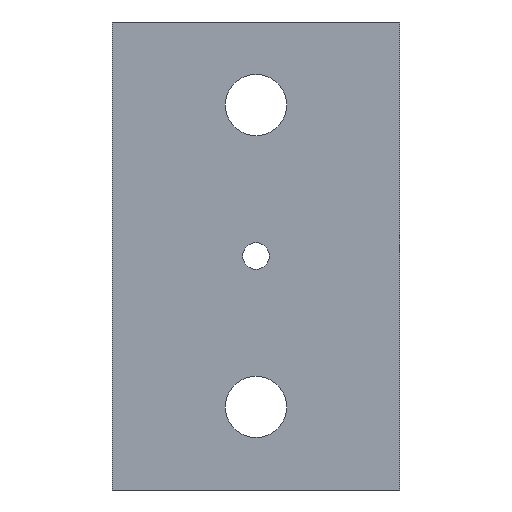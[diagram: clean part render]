
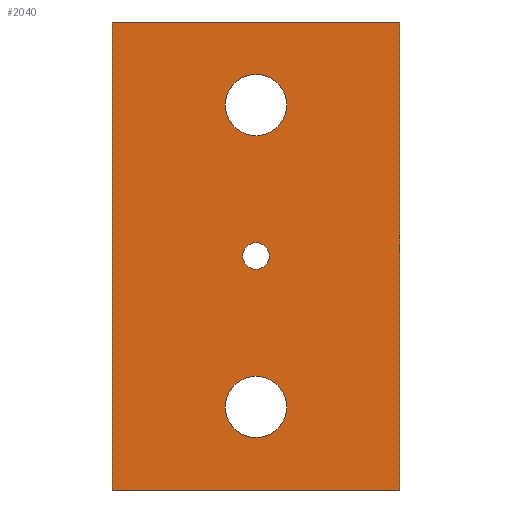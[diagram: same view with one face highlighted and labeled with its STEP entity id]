
A CAD part, front view. The second image highlights one B-rep face of the part: STEP entity #2040.
In plain terms, the highlighted planar face has unit normal (0, -1, 0).
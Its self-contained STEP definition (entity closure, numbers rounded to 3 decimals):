
#127 = PLANE('',#128);
#128 = AXIS2_PLACEMENT_3D('',#129,#130,#131);
#129 = CARTESIAN_POINT('',(0.,4.074,31.));
#130 = DIRECTION('',(0.,0.,1.));
#131 = DIRECTION('',(0.,1.,0.));
#311 = PLANE('',#312);
#312 = AXIS2_PLACEMENT_3D('',#313,#314,#315);
#313 = CARTESIAN_POINT('',(0.,4.074,-31.));
#314 = DIRECTION('',(0.,0.,1.));
#315 = DIRECTION('',(0.,1.,0.));
#622 = VERTEX_POINT('',#623);
#623 = CARTESIAN_POINT('',(-19.05,0.,31.));
#637 = PLANE('',#638);
#638 = AXIS2_PLACEMENT_3D('',#639,#640,#641);
#639 = CARTESIAN_POINT('',(-19.05,0.,31.));
#640 = DIRECTION('',(1.,0.,0.));
#641 = DIRECTION('',(0.,1.,0.));
#649 = EDGE_CURVE('',#622,#650,#652,.T.);
#650 = VERTEX_POINT('',#651);
#651 = CARTESIAN_POINT('',(19.05,0.,31.));
#652 = SURFACE_CURVE('',#653,(#657,#664),.PCURVE_S1.);
#653 = LINE('',#654,#655);
#654 = CARTESIAN_POINT('',(-19.05,0.,31.));
#655 = VECTOR('',#656,1.);
#656 = DIRECTION('',(1.,0.,0.));
#657 = PCURVE('',#127,#658);
#658 = DEFINITIONAL_REPRESENTATION('',(#659),#663);
#659 = LINE('',#660,#661);
#660 = CARTESIAN_POINT('',(-4.074,19.05));
#661 = VECTOR('',#662,1.);
#662 = DIRECTION('',(0.,-1.));
#663 = ( GEOMETRIC_REPRESENTATION_CONTEXT(2) 
PARAMETRIC_REPRESENTATION_CONTEXT() REPRESENTATION_CONTEXT('2D SPACE',''
  ) );
#664 = PCURVE('',#665,#670);
#665 = PLANE('',#666);
#666 = AXIS2_PLACEMENT_3D('',#667,#668,#669);
#667 = CARTESIAN_POINT('',(-19.05,0.,31.));
#668 = DIRECTION('',(0.,-1.,0.));
#669 = DIRECTION('',(1.,0.,0.));
#670 = DEFINITIONAL_REPRESENTATION('',(#671),#675);
#671 = LINE('',#672,#673);
#672 = CARTESIAN_POINT('',(0.,0.));
#673 = VECTOR('',#674,1.);
#674 = DIRECTION('',(1.,0.));
#675 = ( GEOMETRIC_REPRESENTATION_CONTEXT(2) 
PARAMETRIC_REPRESENTATION_CONTEXT() REPRESENTATION_CONTEXT('2D SPACE',''
  ) );
#693 = PLANE('',#694);
#694 = AXIS2_PLACEMENT_3D('',#695,#696,#697);
#695 = CARTESIAN_POINT('',(19.05,0.,31.));
#696 = DIRECTION('',(1.,0.,0.));
#697 = DIRECTION('',(0.,1.,0.));
#1638 = VERTEX_POINT('',#1639);
#1639 = CARTESIAN_POINT('',(-19.05,0.,-31.));
#1660 = EDGE_CURVE('',#1638,#1661,#1663,.T.);
#1661 = VERTEX_POINT('',#1662);
#1662 = CARTESIAN_POINT('',(19.05,0.,-31.));
#1663 = SURFACE_CURVE('',#1664,(#1668,#1675),.PCURVE_S1.);
#1664 = LINE('',#1665,#1666);
#1665 = CARTESIAN_POINT('',(-19.05,0.,-31.));
#1666 = VECTOR('',#1667,1.);
#1667 = DIRECTION('',(1.,0.,0.));
#1668 = PCURVE('',#311,#1669);
#1669 = DEFINITIONAL_REPRESENTATION('',(#1670),#1674);
#1670 = LINE('',#1671,#1672);
#1671 = CARTESIAN_POINT('',(-4.074,19.05));
#1672 = VECTOR('',#1673,1.);
#1673 = DIRECTION('',(0.,-1.));
#1674 = ( GEOMETRIC_REPRESENTATION_CONTEXT(2) 
PARAMETRIC_REPRESENTATION_CONTEXT() REPRESENTATION_CONTEXT('2D SPACE',''
  ) );
#1675 = PCURVE('',#665,#1676);
#1676 = DEFINITIONAL_REPRESENTATION('',(#1677),#1681);
#1677 = LINE('',#1678,#1679);
#1678 = CARTESIAN_POINT('',(0.,-62.));
#1679 = VECTOR('',#1680,1.);
#1680 = DIRECTION('',(1.,0.));
#1681 = ( GEOMETRIC_REPRESENTATION_CONTEXT(2) 
PARAMETRIC_REPRESENTATION_CONTEXT() REPRESENTATION_CONTEXT('2D SPACE',''
  ) );
#1995 = EDGE_CURVE('',#622,#1638,#1996,.T.);
#1996 = SURFACE_CURVE('',#1997,(#2001,#2008),.PCURVE_S1.);
#1997 = LINE('',#1998,#1999);
#1998 = CARTESIAN_POINT('',(-19.05,0.,31.));
#1999 = VECTOR('',#2000,1.);
#2000 = DIRECTION('',(-0.,-0.,-1.));
#2001 = PCURVE('',#637,#2002);
#2002 = DEFINITIONAL_REPRESENTATION('',(#2003),#2007);
#2003 = LINE('',#2004,#2005);
#2004 = CARTESIAN_POINT('',(0.,0.));
#2005 = VECTOR('',#2006,1.);
#2006 = DIRECTION('',(0.,-1.));
#2007 = ( GEOMETRIC_REPRESENTATION_CONTEXT(2) 
PARAMETRIC_REPRESENTATION_CONTEXT() REPRESENTATION_CONTEXT('2D SPACE',''
  ) );
#2008 = PCURVE('',#665,#2009);
#2009 = DEFINITIONAL_REPRESENTATION('',(#2010),#2014);
#2010 = LINE('',#2011,#2012);
#2011 = CARTESIAN_POINT('',(0.,0.));
#2012 = VECTOR('',#2013,1.);
#2013 = DIRECTION('',(0.,-1.));
#2014 = ( GEOMETRIC_REPRESENTATION_CONTEXT(2) 
PARAMETRIC_REPRESENTATION_CONTEXT() REPRESENTATION_CONTEXT('2D SPACE',''
  ) );
#2040 = ADVANCED_FACE('',(#2041,#2067,#2098,#2129),#665,.T.);
#2041 = FACE_BOUND('',#2042,.T.);
#2042 = EDGE_LOOP('',(#2043,#2044,#2045,#2066));
#2043 = ORIENTED_EDGE('',*,*,#1995,.T.);
#2044 = ORIENTED_EDGE('',*,*,#1660,.T.);
#2045 = ORIENTED_EDGE('',*,*,#2046,.F.);
#2046 = EDGE_CURVE('',#650,#1661,#2047,.T.);
#2047 = SURFACE_CURVE('',#2048,(#2052,#2059),.PCURVE_S1.);
#2048 = LINE('',#2049,#2050);
#2049 = CARTESIAN_POINT('',(19.05,0.,31.));
#2050 = VECTOR('',#2051,1.);
#2051 = DIRECTION('',(-0.,-0.,-1.));
#2052 = PCURVE('',#665,#2053);
#2053 = DEFINITIONAL_REPRESENTATION('',(#2054),#2058);
#2054 = LINE('',#2055,#2056);
#2055 = CARTESIAN_POINT('',(38.1,0.));
#2056 = VECTOR('',#2057,1.);
#2057 = DIRECTION('',(0.,-1.));
#2058 = ( GEOMETRIC_REPRESENTATION_CONTEXT(2) 
PARAMETRIC_REPRESENTATION_CONTEXT() REPRESENTATION_CONTEXT('2D SPACE',''
  ) );
#2059 = PCURVE('',#693,#2060);
#2060 = DEFINITIONAL_REPRESENTATION('',(#2061),#2065);
#2061 = LINE('',#2062,#2063);
#2062 = CARTESIAN_POINT('',(0.,0.));
#2063 = VECTOR('',#2064,1.);
#2064 = DIRECTION('',(0.,-1.));
#2065 = ( GEOMETRIC_REPRESENTATION_CONTEXT(2) 
PARAMETRIC_REPRESENTATION_CONTEXT() REPRESENTATION_CONTEXT('2D SPACE',''
  ) );
#2066 = ORIENTED_EDGE('',*,*,#649,.F.);
#2067 = FACE_BOUND('',#2068,.T.);
#2068 = EDGE_LOOP('',(#2069));
#2069 = ORIENTED_EDGE('',*,*,#2070,.F.);
#2070 = EDGE_CURVE('',#2071,#2071,#2073,.T.);
#2071 = VERTEX_POINT('',#2072);
#2072 = CARTESIAN_POINT('',(1.75,0.,0.));
#2073 = SURFACE_CURVE('',#2074,(#2079,#2086),.PCURVE_S1.);
#2074 = CIRCLE('',#2075,1.75);
#2075 = AXIS2_PLACEMENT_3D('',#2076,#2077,#2078);
#2076 = CARTESIAN_POINT('',(0.,0.,0.));
#2077 = DIRECTION('',(0.,-1.,0.));
#2078 = DIRECTION('',(1.,0.,0.));
#2079 = PCURVE('',#665,#2080);
#2080 = DEFINITIONAL_REPRESENTATION('',(#2081),#2085);
#2081 = CIRCLE('',#2082,1.75);
#2082 = AXIS2_PLACEMENT_2D('',#2083,#2084);
#2083 = CARTESIAN_POINT('',(19.05,-31.));
#2084 = DIRECTION('',(1.,0.));
#2085 = ( GEOMETRIC_REPRESENTATION_CONTEXT(2) 
PARAMETRIC_REPRESENTATION_CONTEXT() REPRESENTATION_CONTEXT('2D SPACE',''
  ) );
#2086 = PCURVE('',#2087,#2092);
#2087 = CYLINDRICAL_SURFACE('',#2088,1.75);
#2088 = AXIS2_PLACEMENT_3D('',#2089,#2090,#2091);
#2089 = CARTESIAN_POINT('',(0.,0.,0.));
#2090 = DIRECTION('',(0.,-1.,0.));
#2091 = DIRECTION('',(1.,0.,0.));
#2092 = DEFINITIONAL_REPRESENTATION('',(#2093),#2097);
#2093 = LINE('',#2094,#2095);
#2094 = CARTESIAN_POINT('',(0.,0.));
#2095 = VECTOR('',#2096,1.);
#2096 = DIRECTION('',(1.,0.));
#2097 = ( GEOMETRIC_REPRESENTATION_CONTEXT(2) 
PARAMETRIC_REPRESENTATION_CONTEXT() REPRESENTATION_CONTEXT('2D SPACE',''
  ) );
#2098 = FACE_BOUND('',#2099,.T.);
#2099 = EDGE_LOOP('',(#2100));
#2100 = ORIENTED_EDGE('',*,*,#2101,.F.);
#2101 = EDGE_CURVE('',#2102,#2102,#2104,.T.);
#2102 = VERTEX_POINT('',#2103);
#2103 = CARTESIAN_POINT('',(4.05,0.,-20.));
#2104 = SURFACE_CURVE('',#2105,(#2110,#2117),.PCURVE_S1.);
#2105 = CIRCLE('',#2106,4.05);
#2106 = AXIS2_PLACEMENT_3D('',#2107,#2108,#2109);
#2107 = CARTESIAN_POINT('',(0.,0.,-20.));
#2108 = DIRECTION('',(0.,-1.,0.));
#2109 = DIRECTION('',(1.,0.,0.));
#2110 = PCURVE('',#665,#2111);
#2111 = DEFINITIONAL_REPRESENTATION('',(#2112),#2116);
#2112 = CIRCLE('',#2113,4.05);
#2113 = AXIS2_PLACEMENT_2D('',#2114,#2115);
#2114 = CARTESIAN_POINT('',(19.05,-51.));
#2115 = DIRECTION('',(1.,0.));
#2116 = ( GEOMETRIC_REPRESENTATION_CONTEXT(2) 
PARAMETRIC_REPRESENTATION_CONTEXT() REPRESENTATION_CONTEXT('2D SPACE',''
  ) );
#2117 = PCURVE('',#2118,#2123);
#2118 = CYLINDRICAL_SURFACE('',#2119,4.05);
#2119 = AXIS2_PLACEMENT_3D('',#2120,#2121,#2122);
#2120 = CARTESIAN_POINT('',(0.,0.,-20.));
#2121 = DIRECTION('',(0.,-1.,0.));
#2122 = DIRECTION('',(1.,0.,0.));
#2123 = DEFINITIONAL_REPRESENTATION('',(#2124),#2128);
#2124 = LINE('',#2125,#2126);
#2125 = CARTESIAN_POINT('',(0.,0.));
#2126 = VECTOR('',#2127,1.);
#2127 = DIRECTION('',(1.,0.));
#2128 = ( GEOMETRIC_REPRESENTATION_CONTEXT(2) 
PARAMETRIC_REPRESENTATION_CONTEXT() REPRESENTATION_CONTEXT('2D SPACE',''
  ) );
#2129 = FACE_BOUND('',#2130,.T.);
#2130 = EDGE_LOOP('',(#2131));
#2131 = ORIENTED_EDGE('',*,*,#2132,.F.);
#2132 = EDGE_CURVE('',#2133,#2133,#2135,.T.);
#2133 = VERTEX_POINT('',#2134);
#2134 = CARTESIAN_POINT('',(4.05,0.,20.));
#2135 = SURFACE_CURVE('',#2136,(#2141,#2148),.PCURVE_S1.);
#2136 = CIRCLE('',#2137,4.05);
#2137 = AXIS2_PLACEMENT_3D('',#2138,#2139,#2140);
#2138 = CARTESIAN_POINT('',(0.,0.,20.));
#2139 = DIRECTION('',(0.,-1.,0.));
#2140 = DIRECTION('',(1.,0.,0.));
#2141 = PCURVE('',#665,#2142);
#2142 = DEFINITIONAL_REPRESENTATION('',(#2143),#2147);
#2143 = CIRCLE('',#2144,4.05);
#2144 = AXIS2_PLACEMENT_2D('',#2145,#2146);
#2145 = CARTESIAN_POINT('',(19.05,-11.));
#2146 = DIRECTION('',(1.,0.));
#2147 = ( GEOMETRIC_REPRESENTATION_CONTEXT(2) 
PARAMETRIC_REPRESENTATION_CONTEXT() REPRESENTATION_CONTEXT('2D SPACE',''
  ) );
#2148 = PCURVE('',#2149,#2154);
#2149 = CYLINDRICAL_SURFACE('',#2150,4.05);
#2150 = AXIS2_PLACEMENT_3D('',#2151,#2152,#2153);
#2151 = CARTESIAN_POINT('',(0.,0.,20.));
#2152 = DIRECTION('',(0.,-1.,0.));
#2153 = DIRECTION('',(1.,0.,0.));
#2154 = DEFINITIONAL_REPRESENTATION('',(#2155),#2159);
#2155 = LINE('',#2156,#2157);
#2156 = CARTESIAN_POINT('',(0.,0.));
#2157 = VECTOR('',#2158,1.);
#2158 = DIRECTION('',(1.,0.));
#2159 = ( GEOMETRIC_REPRESENTATION_CONTEXT(2) 
PARAMETRIC_REPRESENTATION_CONTEXT() REPRESENTATION_CONTEXT('2D SPACE',''
  ) );
